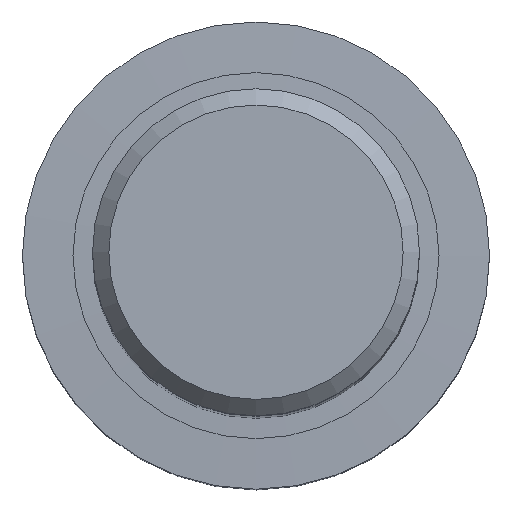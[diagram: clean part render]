
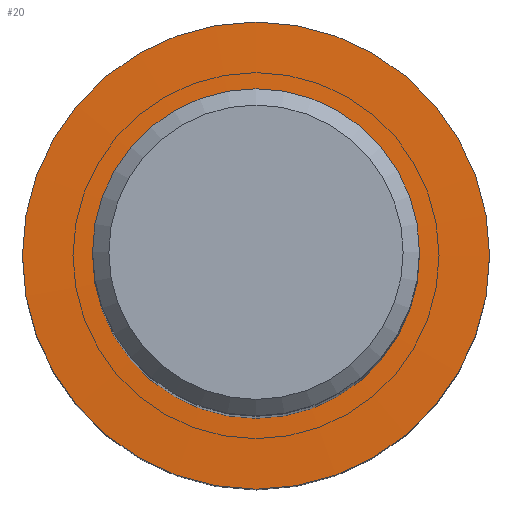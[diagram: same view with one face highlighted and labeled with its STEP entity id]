
A CAD part, top view. The second image highlights one B-rep face of the part: STEP entity #20.
In plain terms, the highlighted free-form (B-spline) face has degree [2, 1] with [9, 2] control points.
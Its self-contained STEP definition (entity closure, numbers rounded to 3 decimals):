
#20 = ADVANCED_FACE('', (#21), #48, .T.);
#21 = FACE_OUTER_BOUND('', #22, .T.);
#22 = EDGE_LOOP('', (#23, #33, #40, #41));
#23 = ORIENTED_EDGE('', *, *, #24, .F.);
#24 = EDGE_CURVE('', #25, #27, #29, .T.);
#25 = VERTEX_POINT('', #26);
#26 = CARTESIAN_POINT('', (-6.8, 0., -82.41));
#27 = VERTEX_POINT('', #28);
#28 = CARTESIAN_POINT('', (-10., 0., -82.5));
#29 = LINE('', #30, #31);
#30 = CARTESIAN_POINT('', (-6.8, 0., -82.41));
#31 = VECTOR('', #32, 3.201);
#32 = DIRECTION('', (-3.2, 0., -0.09));
#33 = ORIENTED_EDGE('', *, *, #34, .T.);
#34 = EDGE_CURVE('', #25, #25, #35, .T.);
#35 = CIRCLE('', #36, 6.8);
#36 = AXIS2_PLACEMENT_3D('', #37, #38, #39);
#37 = CARTESIAN_POINT('', (0., 0., -82.41));
#38 = DIRECTION('', (0., 0., -1.));
#39 = DIRECTION('', (-1., 0., 0.));
#40 = ORIENTED_EDGE('', *, *, #24, .T.);
#41 = ORIENTED_EDGE('', *, *, #42, .F.);
#42 = EDGE_CURVE('', #27, #27, #43, .T.);
#43 = CIRCLE('', #44, 10.);
#44 = AXIS2_PLACEMENT_3D('', #45, #46, #47);
#45 = CARTESIAN_POINT('', (0., 0., -82.5));
#46 = DIRECTION('', (0., 0., -1.));
#47 = DIRECTION('', (-1., 0., 0.));
#48 = (
   BOUNDED_SURFACE ()
   B_SPLINE_SURFACE (2, 1, ((#49, #50), (#51, #52), (#53, #54), (#55, #56), (#57, #58), (#59, #60), (#61, #62), (#63, #64), (#65, #66)), .UNSPECIFIED., .T., .F., .U.)
   B_SPLINE_SURFACE_WITH_KNOTS ((3, 2, 2, 2, 3), (2, 2), (0., 0.25, 0.5, 0.75, 1.), (0., 1.), .UNSPECIFIED.)
   GEOMETRIC_REPRESENTATION_ITEM ()
   RATIONAL_B_SPLINE_SURFACE (((1., 1.), (0.707, 0.707), (1., 1.), (0.707, 0.707), (1., 1.), (0.707, 0.707), (1., 1.), (0.707, 0.707), (1., 1.)))
   REPRESENTATION_ITEM ('')
   SURFACE ()
);
#49 = CARTESIAN_POINT('', (-6.8, 0., -82.41));
#50 = CARTESIAN_POINT('', (-10., 0., -82.5));
#51 = CARTESIAN_POINT('', (-6.8, 6.8, -82.41));
#52 = CARTESIAN_POINT('', (-10., 10., -82.5));
#53 = CARTESIAN_POINT('', (0., 6.8, -82.41));
#54 = CARTESIAN_POINT('', (0., 10., -82.5));
#55 = CARTESIAN_POINT('', (6.8, 6.8, -82.41));
#56 = CARTESIAN_POINT('', (10., 10., -82.5));
#57 = CARTESIAN_POINT('', (6.8, 0., -82.41));
#58 = CARTESIAN_POINT('', (10., 0., -82.5));
#59 = CARTESIAN_POINT('', (6.8, -6.8, -82.41));
#60 = CARTESIAN_POINT('', (10., -10., -82.5));
#61 = CARTESIAN_POINT('', (0., -6.8, -82.41));
#62 = CARTESIAN_POINT('', (0., -10., -82.5));
#63 = CARTESIAN_POINT('', (-6.8, -6.8, -82.41));
#64 = CARTESIAN_POINT('', (-10., -10., -82.5));
#65 = CARTESIAN_POINT('', (-6.8, 0., -82.41));
#66 = CARTESIAN_POINT('', (-10., 0., -82.5));
